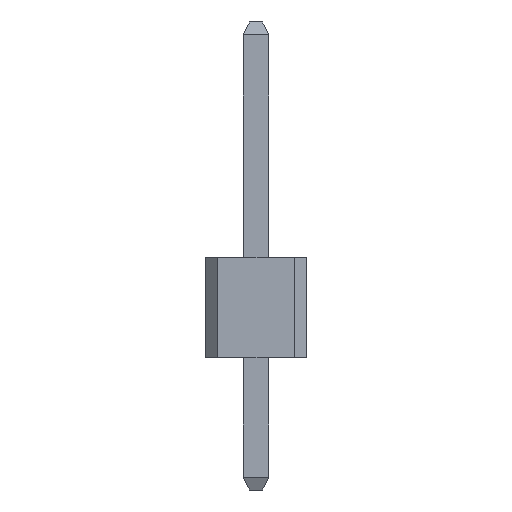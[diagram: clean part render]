
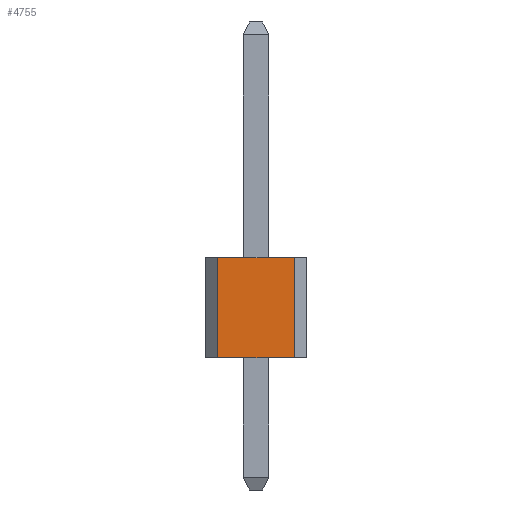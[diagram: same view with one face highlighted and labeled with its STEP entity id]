
A CAD part, left-side view. The second image highlights one B-rep face of the part: STEP entity #4755.
In plain terms, the highlighted planar face has unit normal (-1, 0, 0).
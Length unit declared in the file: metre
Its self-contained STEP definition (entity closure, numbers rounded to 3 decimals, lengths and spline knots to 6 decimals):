
#868=ORIENTED_EDGE('',*,*,#1756,.T.);
#869=ORIENTED_EDGE('',*,*,#1757,.T.);
#870=ORIENTED_EDGE('',*,*,#1758,.F.);
#871=ORIENTED_EDGE('',*,*,#1759,.T.);
#1756=EDGE_CURVE('',#2240,#2241,#2800,.T.);
#1757=EDGE_CURVE('',#2241,#2242,#2801,.T.);
#1758=EDGE_CURVE('',#2243,#2242,#2802,.T.);
#1759=EDGE_CURVE('',#2243,#2240,#2803,.T.);
#2240=VERTEX_POINT('',#7555);
#2241=VERTEX_POINT('',#7556);
#2242=VERTEX_POINT('',#7558);
#2243=VERTEX_POINT('',#7560);
#2800=LINE('',#7554,#3444);
#2801=LINE('',#7557,#3445);
#2802=LINE('',#7559,#3446);
#2803=LINE('',#7561,#3447);
#3444=VECTOR('',#6263,1.);
#3445=VECTOR('',#6264,1.);
#3446=VECTOR('',#6265,1.);
#3447=VECTOR('',#6266,1.);
#3885=EDGE_LOOP('',(#868,#869,#870,#871));
#4175=FACE_BOUND('',#3885,.T.);
#4465=PLANE('',#5322);
#4755=ADVANCED_FACE('',(#4175),#4465,.F.);
#5322=AXIS2_PLACEMENT_3D('',#7553,#6261,#6262);
#6261=DIRECTION('',(1.,0.,0.));
#6262=DIRECTION('',(0.,0.,-1.));
#6263=DIRECTION('',(0.,-1.,0.));
#6264=DIRECTION('',(0.,0.,1.));
#6265=DIRECTION('',(0.,-1.,0.));
#6266=DIRECTION('',(0.,0.,-1.));
#7553=CARTESIAN_POINT('',(-0.00127,0.,0.0025));
#7554=CARTESIAN_POINT('',(-0.00127,0.,0.));
#7555=CARTESIAN_POINT('',(-0.00127,0.00095,0.));
#7556=CARTESIAN_POINT('',(-0.00127,-0.00095,0.));
#7557=CARTESIAN_POINT('',(-0.00127,-0.00095,0.0025));
#7558=CARTESIAN_POINT('',(-0.00127,-0.00095,0.0025));
#7559=CARTESIAN_POINT('',(-0.00127,0.,0.0025));
#7560=CARTESIAN_POINT('',(-0.00127,0.00095,0.0025));
#7561=CARTESIAN_POINT('',(-0.00127,0.00095,0.));
